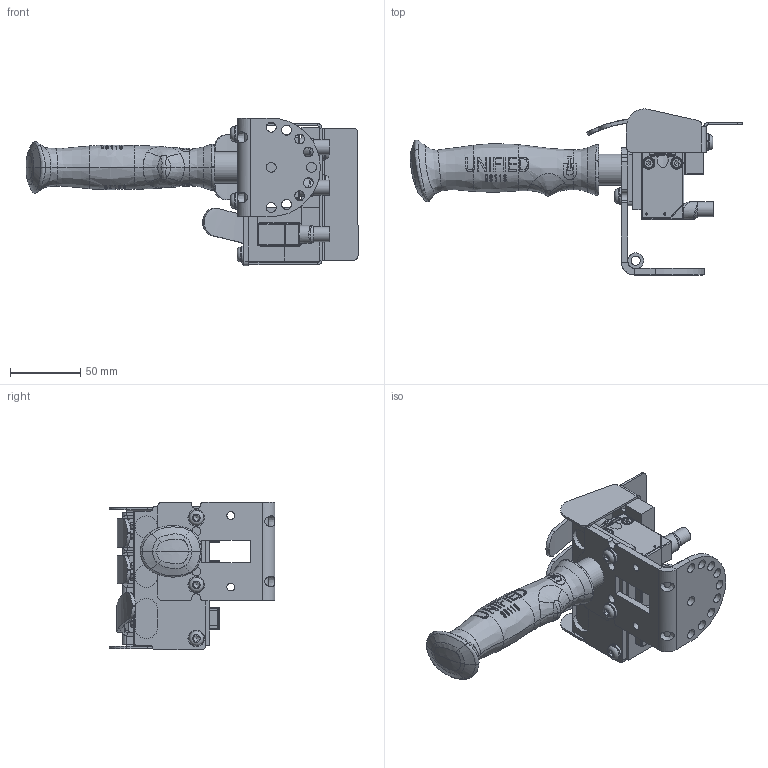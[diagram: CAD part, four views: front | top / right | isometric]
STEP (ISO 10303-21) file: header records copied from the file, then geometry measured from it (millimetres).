
FILE_DESCRIPTION(/* description */ ('ELECTRIC THREE BUTTON HANDLE ASSEMBLY FOR UP/DN RH'),/* implementation_level */ '2;1');
FILE_NAME(/* name */ '79704.stp',/* time_stamp */ '2021-08-19T14:18:22-04:00',/* author */ ('mnhhw'),/* organization */ (''),/* preprocessor_version */ 'ST-DEVELOPER v17',/* originating_system */ 'Autodesk Inventor 2019',/* authorisation */ '');
FILE_SCHEMA (('AUTOMOTIVE_DESIGN { 1 0 10303 214 3 1 1 }'));
Products named in the file (36): 79704; 79657; 79667; 79666; 99110; 79675; 79640; 79708; 79707; 79709; switch_zcmd21m12; switch_zcmd21m12 1; switch_zcmd21m12 2; switch_zcmd21m12 3; switch_zcmd21m12 4; switch_zce02; switch_zce02 1; switch_zce02 2; switch_zce02 3; switch_zce02 4; switch_zce02 5; switch_zce02 6; switch_zce02 7; switch_zce02 8; switch_zce02 9; switch_zce02 10; switch_zce02 11; 79649; 79651; 79651_1; 79653 ; 79645; 52495; 51939; 52084; 50619
Assembly tree (52 placements, depth 4):
  79704
    79657
      79667
      79666
      99110
      79675  x2
    79640
    79708
    79707
    79709  x3
      switch_zcmd21m12
        switch_zcmd21m12 1
        switch_zcmd21m12 2
        switch_zcmd21m12 3
        switch_zcmd21m12 4
      switch_zce02
        switch_zce02 1
        switch_zce02 2
        switch_zce02 3
        switch_zce02 4
        switch_zce02 5
        switch_zce02 6
        switch_zce02 7
        switch_zce02 8
        switch_zce02 9
        switch_zce02 10
        switch_zce02 11
    79649
    79651
    79651_1
    79653 
    79645
    52495  x6
    51939  x3
    52084  x3
    50619  x6
Bounding box: 236.01 x 117.98 x 104.87 mm (x, y, z)
Volume: 348904.8 mm3; surface area: 180503.9 mm2
Topology: 76 solids, 76 shells, 2619 faces, 6934 edges, 4517 vertices
Faces by surface type: plane 1069, cylinder 627, bspline 497, cone 174, torus 165, sphere 87
Full cylindrical faces by diameter (mm): 0.8 x6, 1.5 x15, 1.55 x6, 2.53 x6, 2.62 x3, 2.9 x3, 3.251 x2, 3.5 x3, 3.65 x3, 4 x6, 4.2 x2, 4.25 x9, 4.762 x4, 4.928 x7, 4.953 x6, 5.25 x3, 5.4 x3, 5.512 x2, 6 x6, 6.35 x7, 6.381 x1, 6.604 x2, 6.985 x10, 7 x9, 7.13 x3, 8.08 x6, 8.15 x12, 8.68 x9, 9.25 x3, 9.48 x3
Entity records: 76470 total; most frequent: CARTESIAN_POINT 42525, ORIENTED_EDGE 7444, DIRECTION 5845, EDGE_CURVE 3722, VERTEX_POINT 2473, AXIS2_PLACEMENT_3D 2169, EDGE_LOOP 1553, LINE 1507
